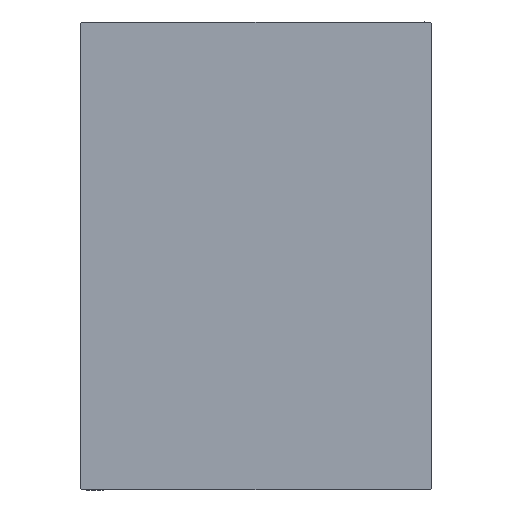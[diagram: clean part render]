
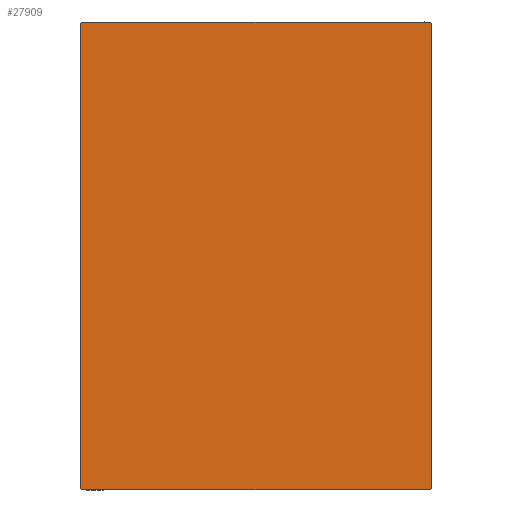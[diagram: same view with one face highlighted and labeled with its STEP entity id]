
A CAD part, left-side view. The second image highlights one B-rep face of the part: STEP entity #27909.
In plain terms, the highlighted face is planar.
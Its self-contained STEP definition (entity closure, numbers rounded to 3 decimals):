
#1080 = CARTESIAN_POINT ( 'NONE',  ( 98., -43.6, -43.6 ) ) ;
#1109 = CARTESIAN_POINT ( 'NONE',  ( 98., 37.5, 50. ) ) ;
#2004 = ORIENTED_EDGE ( 'NONE', *, *, #26572, .T. ) ;
#3649 = EDGE_CURVE ( 'NONE', #29750, #30169, #20801, .T. ) ;
#4042 = CARTESIAN_POINT ( 'NONE',  ( 98., 37.5, -49.7 ) ) ;
#4576 = DIRECTION ( 'NONE',  ( 0., 0., 1. ) ) ;
#5539 = LINE ( 'NONE', #18733, #5861 ) ;
#5861 = VECTOR ( 'NONE', #35207, 1000. ) ;
#5948 = CARTESIAN_POINT ( 'NONE',  ( 98., 0., 0. ) ) ;
#6192 = CARTESIAN_POINT ( 'NONE',  ( 98., -37.2, 50. ) ) ;
#6384 = ORIENTED_EDGE ( 'NONE', *, *, #14743, .T. ) ;
#7786 = EDGE_CURVE ( 'NONE', #36443, #8116, #26837, .T. ) ;
#7809 = DIRECTION ( 'NONE',  ( 0., 0.707, -0.707 ) ) ;
#7996 = EDGE_CURVE ( 'NONE', #11859, #42352, #22537, .T. ) ;
#8021 = VECTOR ( 'NONE', #16647, 1000. ) ;
#8116 = VERTEX_POINT ( 'NONE', #17355 ) ;
#9189 = DIRECTION ( 'NONE',  ( 1., 0., 0. ) ) ;
#10955 = CARTESIAN_POINT ( 'NONE',  ( 98., 37.2, 50. ) ) ;
#11194 = VECTOR ( 'NONE', #7809, 1000. ) ;
#11607 = ORIENTED_EDGE ( 'NONE', *, *, #3649, .T. ) ;
#11638 = ORIENTED_EDGE ( 'NONE', *, *, #7786, .T. ) ;
#11859 = VERTEX_POINT ( 'NONE', #6192 ) ;
#13217 = CARTESIAN_POINT ( 'NONE',  ( 98., -37.5, -49.7 ) ) ;
#13454 = DIRECTION ( 'NONE',  ( 0., 1., 0. ) ) ;
#14743 = EDGE_CURVE ( 'NONE', #39122, #29750, #36754, .T. ) ;
#16195 = EDGE_LOOP ( 'NONE', ( #39969, #6384, #11607, #18558, #19400, #21956, #2004, #11638 ) ) ;
#16647 = DIRECTION ( 'NONE',  ( 0., -1., 0. ) ) ;
#16990 = VERTEX_POINT ( 'NONE', #10955 ) ;
#17355 = CARTESIAN_POINT ( 'NONE',  ( 98., -37.2, -50. ) ) ;
#18558 = ORIENTED_EDGE ( 'NONE', *, *, #40329, .T. ) ;
#18733 = CARTESIAN_POINT ( 'NONE',  ( 98., -37.5, 50. ) ) ;
#19400 = ORIENTED_EDGE ( 'NONE', *, *, #29958, .T. ) ;
#19856 = DIRECTION ( 'NONE',  ( 0., 0.707, 0.707 ) ) ;
#19956 = CARTESIAN_POINT ( 'NONE',  ( 98., 43.6, 43.6 ) ) ;
#20277 = CARTESIAN_POINT ( 'NONE',  ( 98., 43.6, -43.6 ) ) ;
#20359 = CARTESIAN_POINT ( 'NONE',  ( 98., -37.5, -50. ) ) ;
#20801 = LINE ( 'NONE', #34252, #33234 ) ;
#21956 = ORIENTED_EDGE ( 'NONE', *, *, #7996, .T. ) ;
#22329 = DIRECTION ( 'NONE',  ( 0., -0.707, -0.707 ) ) ;
#22537 = LINE ( 'NONE', #32125, #30078 ) ;
#23394 = LINE ( 'NONE', #19956, #25429 ) ;
#24599 = VECTOR ( 'NONE', #13454, 1000. ) ;
#25252 = AXIS2_PLACEMENT_3D ( 'NONE', #5948, #9189, #36050 ) ;
#25429 = VECTOR ( 'NONE', #26864, 1000. ) ;
#26219 = LINE ( 'NONE', #20359, #24599 ) ;
#26572 = EDGE_CURVE ( 'NONE', #42352, #36443, #5539, .T. ) ;
#26702 = FACE_OUTER_BOUND ( 'NONE', #16195, .T. ) ;
#26837 = LINE ( 'NONE', #1080, #11194 ) ;
#26864 = DIRECTION ( 'NONE',  ( 0., -0.707, 0.707 ) ) ;
#26916 = CARTESIAN_POINT ( 'NONE',  ( 98., 37.2, -50. ) ) ;
#27062 = CARTESIAN_POINT ( 'NONE',  ( 98., 37.5, 49.7 ) ) ;
#27085 = LINE ( 'NONE', #1109, #8021 ) ;
#27909 = ADVANCED_FACE ( 'NONE', ( #26702 ), #29093, .T. ) ;
#29093 = PLANE ( 'NONE',  #25252 ) ;
#29750 = VERTEX_POINT ( 'NONE', #4042 ) ;
#29958 = EDGE_CURVE ( 'NONE', #16990, #11859, #27085, .T. ) ;
#30068 = EDGE_CURVE ( 'NONE', #8116, #39122, #26219, .T. ) ;
#30078 = VECTOR ( 'NONE', #22329, 1000. ) ;
#30169 = VERTEX_POINT ( 'NONE', #27062 ) ;
#30265 = VECTOR ( 'NONE', #19856, 1000. ) ;
#32125 = CARTESIAN_POINT ( 'NONE',  ( 98., -43.6, 43.6 ) ) ;
#32727 = CARTESIAN_POINT ( 'NONE',  ( 98., -37.5, 49.7 ) ) ;
#33234 = VECTOR ( 'NONE', #4576, 1000. ) ;
#34252 = CARTESIAN_POINT ( 'NONE',  ( 98., 37.5, -50. ) ) ;
#35207 = DIRECTION ( 'NONE',  ( 0., 0., -1. ) ) ;
#36050 = DIRECTION ( 'NONE',  ( 0., 0., -1. ) ) ;
#36443 = VERTEX_POINT ( 'NONE', #13217 ) ;
#36754 = LINE ( 'NONE', #20277, #30265 ) ;
#39122 = VERTEX_POINT ( 'NONE', #26916 ) ;
#39969 = ORIENTED_EDGE ( 'NONE', *, *, #30068, .T. ) ;
#40329 = EDGE_CURVE ( 'NONE', #30169, #16990, #23394, .T. ) ;
#42352 = VERTEX_POINT ( 'NONE', #32727 ) ;
